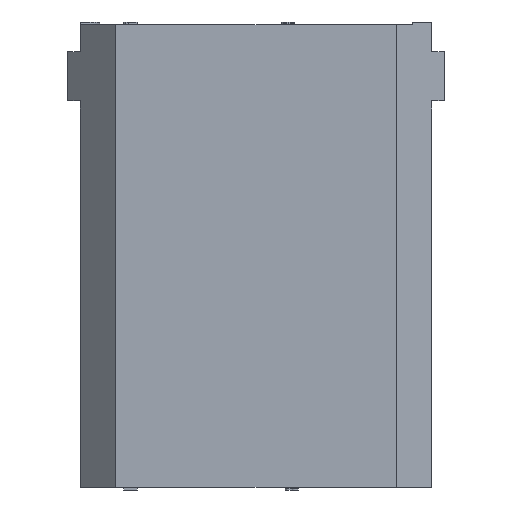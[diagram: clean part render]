
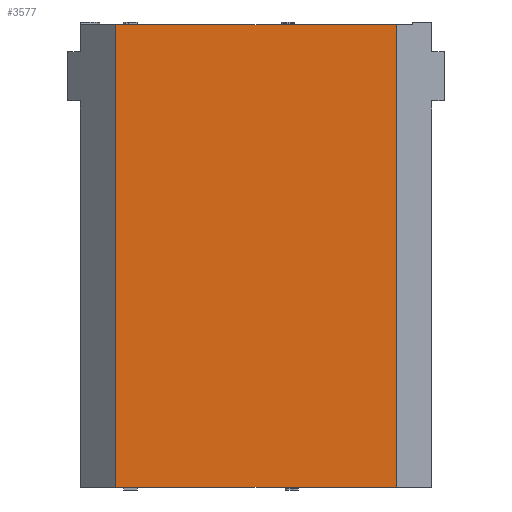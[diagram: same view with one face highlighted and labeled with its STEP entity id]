
A CAD part, left-side view. The second image highlights one B-rep face of the part: STEP entity #3577.
In plain terms, the highlighted planar face has unit normal (-1, 0, 0).
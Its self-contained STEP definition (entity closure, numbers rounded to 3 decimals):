
#134=DIRECTION('',(0.,0.,-1.));
#135=VECTOR('',#134,27.686);
#136=CARTESIAN_POINT('',(-9.246,8.382,0.));
#137=LINE('',#136,#135);
#138=DIRECTION('',(0.,-1.,0.));
#139=VECTOR('',#138,16.764);
#140=CARTESIAN_POINT('',(-9.246,8.382,0.));
#141=LINE('',#140,#139);
#142=DIRECTION('',(0.,0.,-1.));
#143=VECTOR('',#142,27.686);
#144=CARTESIAN_POINT('',(-9.246,-8.382,0.));
#145=LINE('',#144,#143);
#146=DIRECTION('',(0.,1.,0.));
#147=VECTOR('',#146,16.764);
#148=CARTESIAN_POINT('',(-9.246,-8.382,-27.686));
#149=LINE('',#148,#147);
#2722=CARTESIAN_POINT('',(-9.246,8.382,0.));
#2723=CARTESIAN_POINT('',(-9.246,8.382,-27.686));
#2724=VERTEX_POINT('',#2722);
#2725=VERTEX_POINT('',#2723);
#2726=CARTESIAN_POINT('',(-9.246,-8.382,0.));
#2727=CARTESIAN_POINT('',(-9.246,-8.382,-27.686));
#2728=VERTEX_POINT('',#2726);
#2729=VERTEX_POINT('',#2727);
#3562=CARTESIAN_POINT('',(-9.246,0.,0.));
#3563=DIRECTION('',(1.,0.,0.));
#3564=DIRECTION('',(0.,0.,-1.));
#3565=AXIS2_PLACEMENT_3D('',#3562,#3563,#3564);
#3566=PLANE('',#3565);
#3568=ORIENTED_EDGE('',*,*,#3567,.F.);
#3570=ORIENTED_EDGE('',*,*,#3569,.T.);
#3572=ORIENTED_EDGE('',*,*,#3571,.T.);
#3574=ORIENTED_EDGE('',*,*,#3573,.T.);
#3575=EDGE_LOOP('',(#3568,#3570,#3572,#3574));
#3576=FACE_OUTER_BOUND('',#3575,.F.);
#3567=EDGE_CURVE('',#2724,#2725,#137,.T.);
#3569=EDGE_CURVE('',#2724,#2728,#141,.T.);
#3571=EDGE_CURVE('',#2728,#2729,#145,.T.);
#3573=EDGE_CURVE('',#2729,#2725,#149,.T.);
#3577=ADVANCED_FACE('',(#3576),#3566,.F.);
